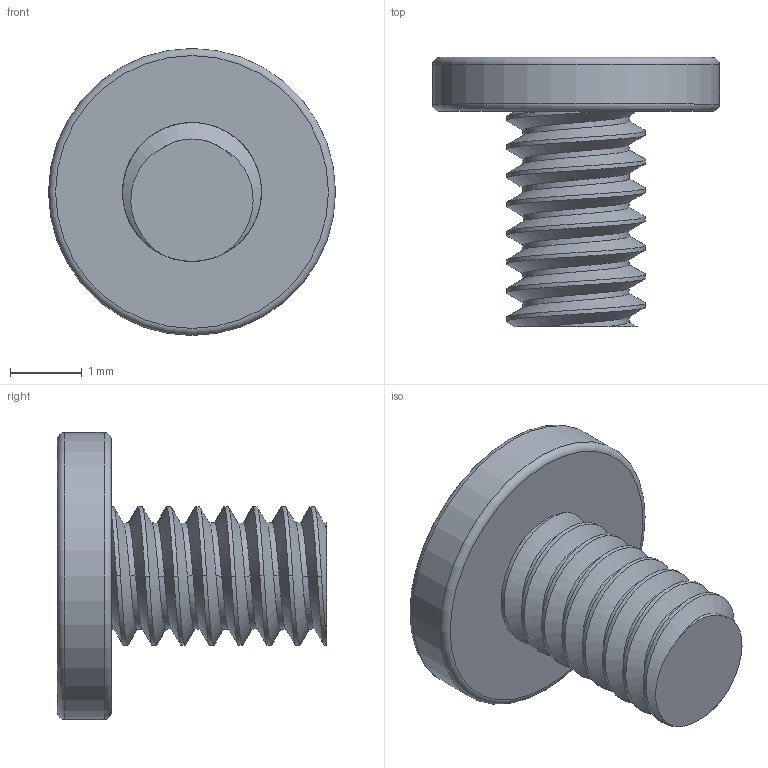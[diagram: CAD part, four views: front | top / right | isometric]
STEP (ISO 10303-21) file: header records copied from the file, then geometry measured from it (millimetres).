
FILE_DESCRIPTION(/* description */ (''),/* implementation_level */ '2;1');
FILE_NAME(/* name */ 'Screw_LowProfile_M2.0_3.0mm.step',/* time_stamp */ '2024-10-24T21:06:36+02:00',/* author */ (''),/* organization */ (''),/* preprocessor_version */ 'ST-DEVELOPER v20',/* originating_system */ 'Autodesk Translation Framework v13.20.0.188',/* authorisation */ '');
FILE_SCHEMA (('AUTOMOTIVE_DESIGN { 1 0 10303 214 3 1 1 }'));
Length unit declared in the file: millimetre
Products named in the file (2): (Unsaved); 94209A343_NO THREADS_Thread-Forming Screws for Soft Metal
Assembly tree (1 placements, depth 2):
  (Unsaved)
    94209A343_NO THREADS_Thread-Forming Screws for Soft Metal
Bounding box: 4 x 3.75 x 4 mm (x, y, z)
Volume: 15.6 mm3; surface area: 62.5 mm2
Topology: 1 solids, 1 shells, 46 faces, 126 edges, 84 vertices
Faces by surface type: plane 24, cylinder 18, bspline 2, torus 2
Full cylindrical faces by diameter (mm): 1.478 x2, 1.933 x4, 4 x1
Entity records: 2611 total; most frequent: CARTESIAN_POINT 1450, ORIENTED_EDGE 252, DIRECTION 194, EDGE_CURVE 126, VERTEX_POINT 84, LINE 76, VECTOR 76, AXIS2_PLACEMENT_3D 59
